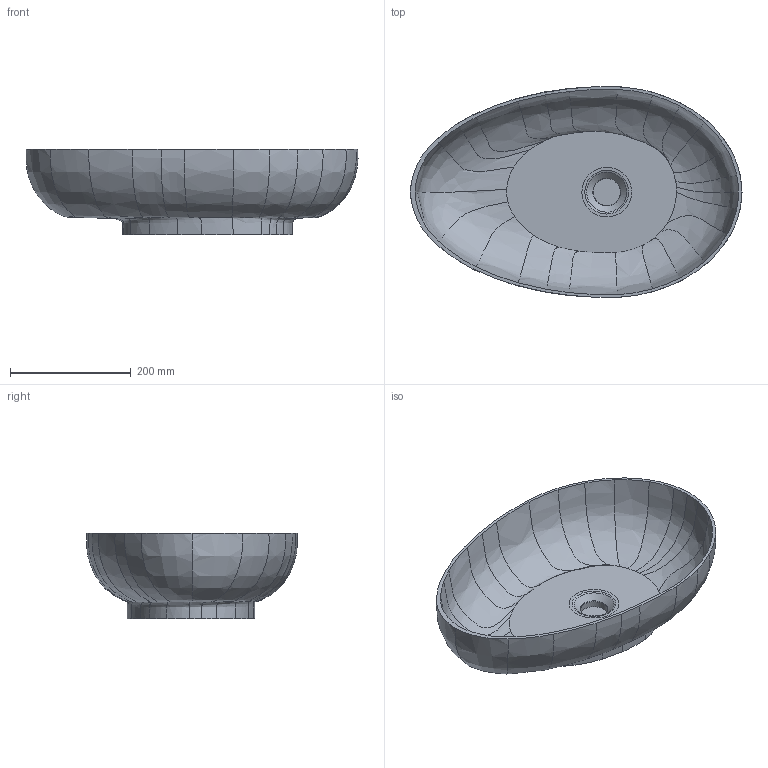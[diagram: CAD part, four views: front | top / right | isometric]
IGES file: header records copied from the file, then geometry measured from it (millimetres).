
Global section: file name: B10ECS; native system: AutoCAD 2016 - English; preprocessor: Autodesk Translation Framework DWG producer (atf_dwg_producer); organization: unknown; date: 20170221.153616; units: millimetre
Bounding box: 550.85 x 350.12 x 142 mm (x, y, z)
Volume: 2962479.5 mm3; surface area: 523543.1 mm2
Topology: 1 solids, 1 shells, 59 faces, 178 edges, 123 vertices
Faces by surface type: bspline 59
